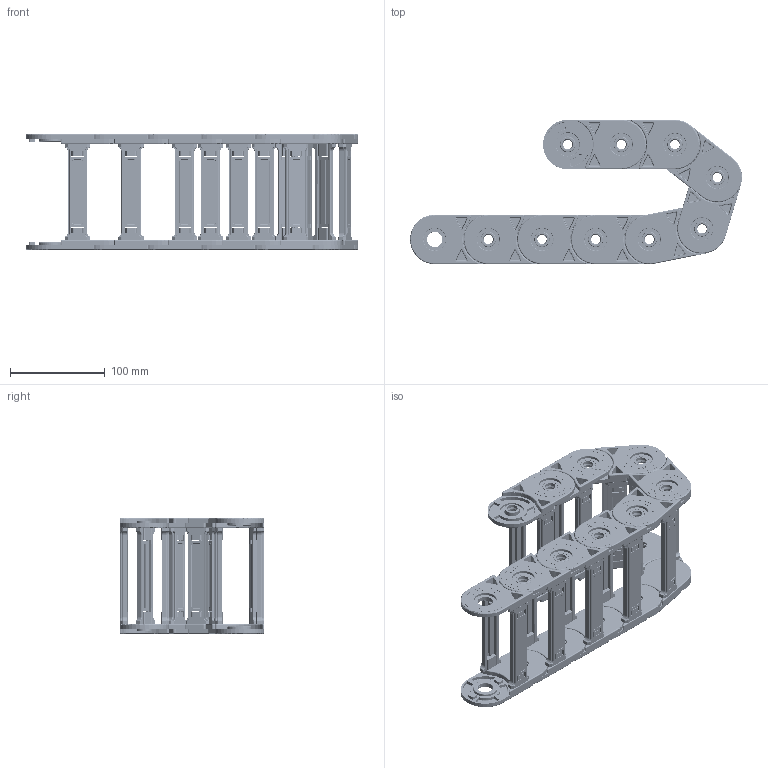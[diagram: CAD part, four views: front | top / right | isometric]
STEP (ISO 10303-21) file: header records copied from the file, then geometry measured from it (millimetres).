
FILE_DESCRIPTION (( 'STEP AP214' ), '1' );
FILE_NAME ('CK35-A100-R050.STEP', '2019-09-10T05:28:02', ( '' ), ( '' ), 'SwSTEP 2.0', 'SolidWorks 2017', '' );
FILE_SCHEMA (( 'AUTOMOTIVE_DESIGN' ));
Length unit declared in the file: millimetre
Products named in the file (2): CK35-A100-R050; CK35-A100
Assembly tree (9 placements, depth 2):
  CK35-A100-R050
    CK35-A100  x9
Bounding box: 349.63 x 152.02 x 121.91 mm (x, y, z)
Volume: 560816.7 mm3; surface area: 451546 mm2
Topology: 36 solids, 36 shells, 9468 faces, 23436 edges, 14256 vertices
Faces by surface type: cylinder 3492, plane 3096, torus 1332, bspline 1008, cone 288, sphere 252
Entity records: 47675 total; most frequent: CARTESIAN_POINT 23578, ORIENTED_EDGE 5136, DIRECTION 4834, EDGE_CURVE 2568, AXIS2_PLACEMENT_3D 1786, VERTEX_POINT 1584, LINE 1262, VECTOR 1262
